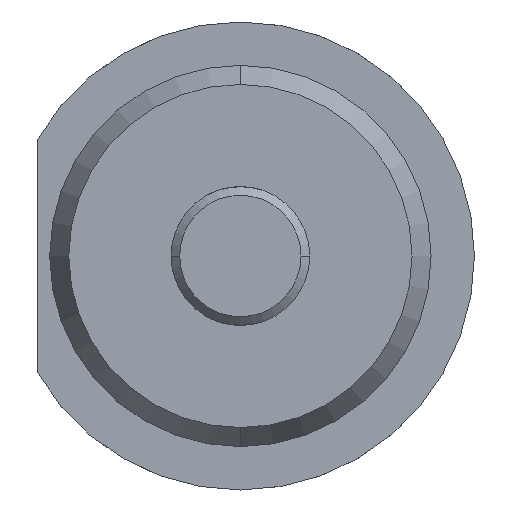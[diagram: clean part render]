
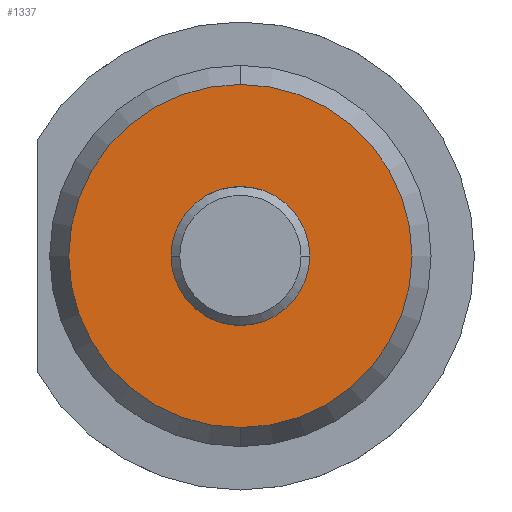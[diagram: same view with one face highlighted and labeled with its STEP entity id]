
A CAD part, left-side view. The second image highlights one B-rep face of the part: STEP entity #1337.
In plain terms, the highlighted planar face has unit normal (-1, 0, 0).
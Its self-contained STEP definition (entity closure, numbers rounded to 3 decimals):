
#185=CARTESIAN_POINT('',(-20.,0.,0.));
#186=DIRECTION('',(-1.,0.,0.));
#187=DIRECTION('',(0.,0.,1.));
#188=AXIS2_PLACEMENT_3D('',#185,#186,#187);
#190=CARTESIAN_POINT('',(-20.,0.,0.));
#191=DIRECTION('',(-1.,0.,0.));
#192=DIRECTION('',(0.,0.,-1.));
#193=AXIS2_PLACEMENT_3D('',#190,#191,#192);
#195=CARTESIAN_POINT('',(-20.,0.,0.));
#196=DIRECTION('',(-1.,0.,0.));
#197=DIRECTION('',(0.,1.,0.));
#198=AXIS2_PLACEMENT_3D('',#195,#196,#197);
#200=CARTESIAN_POINT('',(-20.,0.,0.));
#201=DIRECTION('',(-1.,0.,0.));
#202=DIRECTION('',(0.,-1.,0.));
#203=AXIS2_PLACEMENT_3D('',#200,#201,#202);
#786=CARTESIAN_POINT('',(-20.,0.,9.9));
#787=CARTESIAN_POINT('',(-20.,0.,-9.9));
#788=VERTEX_POINT('',#786);
#789=VERTEX_POINT('',#787);
#822=CARTESIAN_POINT('',(-20.,4.,0.));
#823=CARTESIAN_POINT('',(-20.,-4.,0.));
#824=VERTEX_POINT('',#822);
#825=VERTEX_POINT('',#823);
#1321=CARTESIAN_POINT('',(-20.,0.,0.));
#1322=DIRECTION('',(-1.,0.,0.));
#1323=DIRECTION('',(0.,0.,1.));
#1324=AXIS2_PLACEMENT_3D('',#1321,#1322,#1323);
#1325=PLANE('',#1324);
#1326=ORIENTED_EDGE('',*,*,#1304,.F.);
#1328=ORIENTED_EDGE('',*,*,#1327,.F.);
#1329=EDGE_LOOP('',(#1326,#1328));
#1330=FACE_OUTER_BOUND('',#1329,.F.);
#1332=ORIENTED_EDGE('',*,*,#1331,.T.);
#1334=ORIENTED_EDGE('',*,*,#1333,.T.);
#1335=EDGE_LOOP('',(#1332,#1334));
#1336=FACE_BOUND('',#1335,.F.);
#1337=ADVANCED_FACE('',(#1330,#1336),#1325,.T.);
#189=CIRCLE('',#188,9.9);
#194=CIRCLE('',#193,9.9);
#199=CIRCLE('',#198,4.);
#204=CIRCLE('',#203,4.);
#1304=EDGE_CURVE('',#788,#789,#189,.T.);
#1327=EDGE_CURVE('',#789,#788,#194,.T.);
#1331=EDGE_CURVE('',#824,#825,#199,.T.);
#1333=EDGE_CURVE('',#825,#824,#204,.T.);
